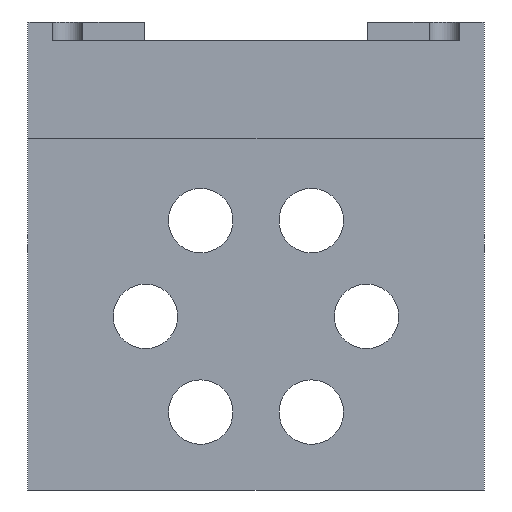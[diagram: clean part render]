
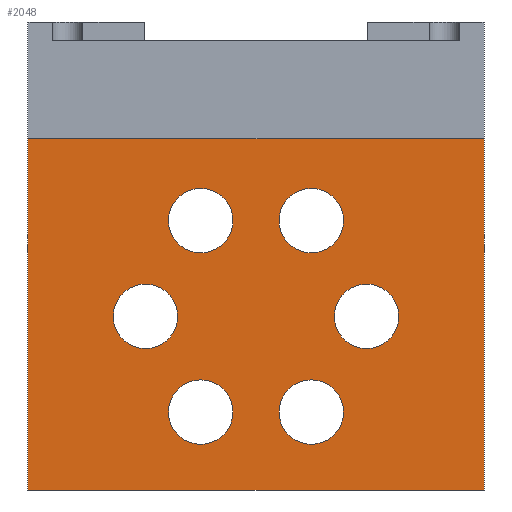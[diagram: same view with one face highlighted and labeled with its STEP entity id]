
A CAD part, front view. The second image highlights one B-rep face of the part: STEP entity #2048.
In plain terms, the highlighted planar face has unit normal (0, -1, 0).
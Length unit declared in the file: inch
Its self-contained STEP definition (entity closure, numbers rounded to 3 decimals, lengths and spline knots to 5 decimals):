
#8 = CARTESIAN_POINT ( 'NONE',  ( -0.23622, -0.57087, -1.16715 ) ) ;
#12 = DIRECTION ( 'NONE',  ( 0., 0., -1. ) ) ;
#18 = CIRCLE ( 'NONE', #941, 0.1378 ) ;
#20 = CARTESIAN_POINT ( 'NONE',  ( 0.9745, -0.57087, 0. ) ) ;
#48 = ORIENTED_EDGE ( 'NONE', *, *, #701, .F. ) ;
#52 = DIRECTION ( 'NONE',  ( 0., -1., 0. ) ) ;
#57 = CARTESIAN_POINT ( 'NONE',  ( -0.9745, -0.57087, -1.5 ) ) ;
#69 = AXIS2_PLACEMENT_3D ( 'NONE', #1864, #891, #564 ) ;
#90 = ORIENTED_EDGE ( 'NONE', *, *, #155, .F. ) ;
#95 = ORIENTED_EDGE ( 'NONE', *, *, #731, .F. ) ;
#102 = CIRCLE ( 'NONE', #1258, 0.1378 ) ;
#112 = EDGE_CURVE ( 'NONE', #353, #1785, #1047, .T. ) ;
#128 = EDGE_CURVE ( 'NONE', #1660, #1750, #1738, .T. ) ;
#145 = AXIS2_PLACEMENT_3D ( 'NONE', #336, #1302, #12 ) ;
#149 = CARTESIAN_POINT ( 'NONE',  ( 0.47244, -0.57087, -0.6202 ) ) ;
#151 = EDGE_CURVE ( 'NONE', #178, #904, #1633, .T. ) ;
#153 = VERTEX_POINT ( 'NONE', #161 ) ;
#154 = DIRECTION ( 'NONE',  ( 0., -1., 0. ) ) ;
#155 = EDGE_CURVE ( 'NONE', #745, #870, #174, .T. ) ;
#161 = CARTESIAN_POINT ( 'NONE',  ( -0.23622, -0.57087, -1.30494 ) ) ;
#174 = CIRCLE ( 'NONE', #1969, 0.1378 ) ;
#178 = VERTEX_POINT ( 'NONE', #1792 ) ;
#180 = CARTESIAN_POINT ( 'NONE',  ( -0.47244, -0.57087, -0.758 ) ) ;
#197 = DIRECTION ( 'NONE',  ( 0., 0., -1. ) ) ;
#199 = ORIENTED_EDGE ( 'NONE', *, *, #128, .T. ) ;
#206 = AXIS2_PLACEMENT_3D ( 'NONE', #1769, #587, #1745 ) ;
#231 = EDGE_CURVE ( 'NONE', #904, #178, #1101, .T. ) ;
#233 = CARTESIAN_POINT ( 'NONE',  ( 0.9745, -0.57087, -1.5 ) ) ;
#236 = ORIENTED_EDGE ( 'NONE', *, *, #326, .F. ) ;
#261 = EDGE_CURVE ( 'NONE', #1721, #153, #643, .T. ) ;
#266 = FACE_BOUND ( 'NONE', #415, .T. ) ;
#288 = AXIS2_PLACEMENT_3D ( 'NONE', #796, #1307, #297 ) ;
#292 = FACE_BOUND ( 'NONE', #2031, .T. ) ;
#297 = DIRECTION ( 'NONE',  ( 0., 0., -1. ) ) ;
#308 = CARTESIAN_POINT ( 'NONE',  ( 0.9745, -0.57087, -1.5 ) ) ;
#313 = DIRECTION ( 'NONE',  ( 0., -1., 0. ) ) ;
#326 = EDGE_CURVE ( 'NONE', #487, #608, #102, .T. ) ;
#336 = CARTESIAN_POINT ( 'NONE',  ( 0.23622, -0.57087, -1.16715 ) ) ;
#353 = VERTEX_POINT ( 'NONE', #1325 ) ;
#415 = EDGE_LOOP ( 'NONE', ( #768, #90 ) ) ;
#442 = DIRECTION ( 'NONE',  ( 0., -1., 0. ) ) ;
#460 = DIRECTION ( 'NONE',  ( 0., 0., -1. ) ) ;
#471 = DIRECTION ( 'NONE',  ( 0., -1., 0. ) ) ;
#486 = CARTESIAN_POINT ( 'NONE',  ( 0.47244, -0.57087, -0.758 ) ) ;
#487 = VERTEX_POINT ( 'NONE', #1045 ) ;
#498 = CIRCLE ( 'NONE', #206, 0.1378 ) ;
#499 = DIRECTION ( 'NONE',  ( 0., 0., 1. ) ) ;
#517 = AXIS2_PLACEMENT_3D ( 'NONE', #1886, #1422, #1911 ) ;
#564 = DIRECTION ( 'NONE',  ( 0., 0., 1. ) ) ;
#585 = CARTESIAN_POINT ( 'NONE',  ( -0.23622, -0.57087, -1.02935 ) ) ;
#587 = DIRECTION ( 'NONE',  ( 0., -1., 0. ) ) ;
#608 = VERTEX_POINT ( 'NONE', #1259 ) ;
#618 = DIRECTION ( 'NONE',  ( 0., 0., 1. ) ) ;
#629 = EDGE_LOOP ( 'NONE', ( #236, #48 ) ) ;
#632 = DIRECTION ( 'NONE',  ( 0., 0., -1. ) ) ;
#643 = CIRCLE ( 'NONE', #1032, 0.1378 ) ;
#663 = FACE_OUTER_BOUND ( 'NONE', #1131, .T. ) ;
#684 = EDGE_CURVE ( 'NONE', #1785, #353, #498, .T. ) ;
#701 = EDGE_CURVE ( 'NONE', #608, #487, #18, .T. ) ;
#719 = FACE_BOUND ( 'NONE', #847, .T. ) ;
#731 = EDGE_CURVE ( 'NONE', #1774, #1557, #1431, .T. ) ;
#745 = VERTEX_POINT ( 'NONE', #149 ) ;
#754 = DIRECTION ( 'NONE',  ( 0., 0., -1. ) ) ;
#768 = ORIENTED_EDGE ( 'NONE', *, *, #1729, .F. ) ;
#770 = EDGE_CURVE ( 'NONE', #1557, #1774, #1765, .T. ) ;
#796 = CARTESIAN_POINT ( 'NONE',  ( -0.47244, -0.57087, -0.758 ) ) ;
#838 = EDGE_CURVE ( 'NONE', #1750, #1811, #1327, .T. ) ;
#840 = ORIENTED_EDGE ( 'NONE', *, *, #112, .F. ) ;
#847 = EDGE_LOOP ( 'NONE', ( #840, #1793 ) ) ;
#870 = VERTEX_POINT ( 'NONE', #1336 ) ;
#878 = EDGE_CURVE ( 'NONE', #2057, #1811, #1157, .T. ) ;
#891 = DIRECTION ( 'NONE',  ( 0., 1., 0. ) ) ;
#904 = VERTEX_POINT ( 'NONE', #1500 ) ;
#925 = ORIENTED_EDGE ( 'NONE', *, *, #838, .T. ) ;
#941 = AXIS2_PLACEMENT_3D ( 'NONE', #1273, #1436, #1279 ) ;
#952 = CARTESIAN_POINT ( 'NONE',  ( -0.9745, -0.57087, 0. ) ) ;
#954 = ORIENTED_EDGE ( 'NONE', *, *, #770, .F. ) ;
#968 = FACE_BOUND ( 'NONE', #1788, .T. ) ;
#990 = DIRECTION ( 'NONE',  ( 0., 0., -1. ) ) ;
#996 = DIRECTION ( 'NONE',  ( -1., 0., 0. ) ) ;
#999 = ORIENTED_EDGE ( 'NONE', *, *, #231, .F. ) ;
#1016 = DIRECTION ( 'NONE',  ( 0., -1., 0. ) ) ;
#1032 = AXIS2_PLACEMENT_3D ( 'NONE', #1497, #52, #990 ) ;
#1042 = VECTOR ( 'NONE', #996, 39.37008 ) ;
#1045 = CARTESIAN_POINT ( 'NONE',  ( 0.23622, -0.57087, -0.48665 ) ) ;
#1047 = CIRCLE ( 'NONE', #517, 0.1378 ) ;
#1063 = ORIENTED_EDGE ( 'NONE', *, *, #878, .F. ) ;
#1070 = PLANE ( 'NONE',  #69 ) ;
#1101 = CIRCLE ( 'NONE', #1402, 0.1378 ) ;
#1131 = EDGE_LOOP ( 'NONE', ( #925, #1063, #1260, #199 ) ) ;
#1132 = CARTESIAN_POINT ( 'NONE',  ( -0.23622, -0.57087, -0.21106 ) ) ;
#1157 = LINE ( 'NONE', #57, #1372 ) ;
#1171 = AXIS2_PLACEMENT_3D ( 'NONE', #8, #154, #460 ) ;
#1174 = AXIS2_PLACEMENT_3D ( 'NONE', #1474, #313, #1637 ) ;
#1256 = VECTOR ( 'NONE', #618, 39.37008 ) ;
#1258 = AXIS2_PLACEMENT_3D ( 'NONE', #1984, #1016, #197 ) ;
#1259 = CARTESIAN_POINT ( 'NONE',  ( 0.23622, -0.57087, -0.21106 ) ) ;
#1260 = ORIENTED_EDGE ( 'NONE', *, *, #1653, .F. ) ;
#1273 = CARTESIAN_POINT ( 'NONE',  ( 0.23622, -0.57087, -0.34885 ) ) ;
#1276 = CIRCLE ( 'NONE', #1171, 0.1378 ) ;
#1279 = DIRECTION ( 'NONE',  ( 0., 0., -1. ) ) ;
#1302 = DIRECTION ( 'NONE',  ( 0., -1., 0. ) ) ;
#1307 = DIRECTION ( 'NONE',  ( 0., -1., 0. ) ) ;
#1325 = CARTESIAN_POINT ( 'NONE',  ( -0.23622, -0.57087, -0.48665 ) ) ;
#1327 = LINE ( 'NONE', #20, #1042 ) ;
#1336 = CARTESIAN_POINT ( 'NONE',  ( 0.47244, -0.57087, -0.8958 ) ) ;
#1338 = ORIENTED_EDGE ( 'NONE', *, *, #1829, .F. ) ;
#1372 = VECTOR ( 'NONE', #499, 39.37008 ) ;
#1389 = CARTESIAN_POINT ( 'NONE',  ( -0.9745, -0.57087, -1.5 ) ) ;
#1402 = AXIS2_PLACEMENT_3D ( 'NONE', #180, #1492, #1979 ) ;
#1422 = DIRECTION ( 'NONE',  ( 0., -1., 0. ) ) ;
#1431 = CIRCLE ( 'NONE', #1174, 0.1378 ) ;
#1436 = DIRECTION ( 'NONE',  ( 0., -1., 0. ) ) ;
#1464 = ORIENTED_EDGE ( 'NONE', *, *, #261, .F. ) ;
#1474 = CARTESIAN_POINT ( 'NONE',  ( 0.23622, -0.57087, -1.16715 ) ) ;
#1475 = LINE ( 'NONE', #1733, #1575 ) ;
#1492 = DIRECTION ( 'NONE',  ( 0., -1., 0. ) ) ;
#1496 = AXIS2_PLACEMENT_3D ( 'NONE', #1742, #442, #754 ) ;
#1497 = CARTESIAN_POINT ( 'NONE',  ( -0.23622, -0.57087, -1.16715 ) ) ;
#1500 = CARTESIAN_POINT ( 'NONE',  ( -0.47244, -0.57087, -0.8958 ) ) ;
#1522 = CIRCLE ( 'NONE', #1496, 0.1378 ) ;
#1533 = EDGE_LOOP ( 'NONE', ( #95, #954 ) ) ;
#1557 = VERTEX_POINT ( 'NONE', #1693 ) ;
#1574 = DIRECTION ( 'NONE',  ( -1., 0., 0. ) ) ;
#1575 = VECTOR ( 'NONE', #1574, 39.37008 ) ;
#1588 = ORIENTED_EDGE ( 'NONE', *, *, #151, .F. ) ;
#1626 = FACE_BOUND ( 'NONE', #629, .T. ) ;
#1633 = CIRCLE ( 'NONE', #288, 0.1378 ) ;
#1637 = DIRECTION ( 'NONE',  ( 0., 0., -1. ) ) ;
#1653 = EDGE_CURVE ( 'NONE', #1660, #2057, #1475, .T. ) ;
#1660 = VERTEX_POINT ( 'NONE', #233 ) ;
#1693 = CARTESIAN_POINT ( 'NONE',  ( 0.23622, -0.57087, -1.02935 ) ) ;
#1721 = VERTEX_POINT ( 'NONE', #585 ) ;
#1729 = EDGE_CURVE ( 'NONE', #870, #745, #1522, .T. ) ;
#1733 = CARTESIAN_POINT ( 'NONE',  ( 0.9745, -0.57087, -1.5 ) ) ;
#1738 = LINE ( 'NONE', #308, #1256 ) ;
#1742 = CARTESIAN_POINT ( 'NONE',  ( 0.47244, -0.57087, -0.758 ) ) ;
#1745 = DIRECTION ( 'NONE',  ( 0., 0., -1. ) ) ;
#1750 = VERTEX_POINT ( 'NONE', #1913 ) ;
#1765 = CIRCLE ( 'NONE', #145, 0.1378 ) ;
#1769 = CARTESIAN_POINT ( 'NONE',  ( -0.23622, -0.57087, -0.34885 ) ) ;
#1774 = VERTEX_POINT ( 'NONE', #1935 ) ;
#1785 = VERTEX_POINT ( 'NONE', #1132 ) ;
#1788 = EDGE_LOOP ( 'NONE', ( #999, #1588 ) ) ;
#1792 = CARTESIAN_POINT ( 'NONE',  ( -0.47244, -0.57087, -0.6202 ) ) ;
#1793 = ORIENTED_EDGE ( 'NONE', *, *, #684, .F. ) ;
#1811 = VERTEX_POINT ( 'NONE', #952 ) ;
#1829 = EDGE_CURVE ( 'NONE', #153, #1721, #1276, .T. ) ;
#1864 = CARTESIAN_POINT ( 'NONE',  ( 0.9745, -0.57087, -1.5 ) ) ;
#1886 = CARTESIAN_POINT ( 'NONE',  ( -0.23622, -0.57087, -0.34885 ) ) ;
#1911 = DIRECTION ( 'NONE',  ( 0., 0., -1. ) ) ;
#1913 = CARTESIAN_POINT ( 'NONE',  ( 0.9745, -0.57087, 0. ) ) ;
#1935 = CARTESIAN_POINT ( 'NONE',  ( 0.23622, -0.57087, -1.30494 ) ) ;
#1948 = FACE_BOUND ( 'NONE', #1533, .T. ) ;
#1969 = AXIS2_PLACEMENT_3D ( 'NONE', #486, #471, #632 ) ;
#1979 = DIRECTION ( 'NONE',  ( 0., 0., -1. ) ) ;
#1984 = CARTESIAN_POINT ( 'NONE',  ( 0.23622, -0.57087, -0.34885 ) ) ;
#2031 = EDGE_LOOP ( 'NONE', ( #1338, #1464 ) ) ;
#2048 = ADVANCED_FACE ( 'NONE', ( #266, #1626, #719, #968, #292, #1948, #663 ), #1070, .F. ) ;
#2057 = VERTEX_POINT ( 'NONE', #1389 ) ;
